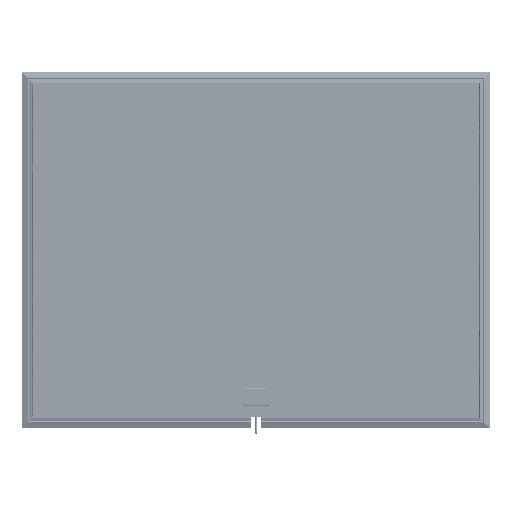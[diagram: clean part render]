
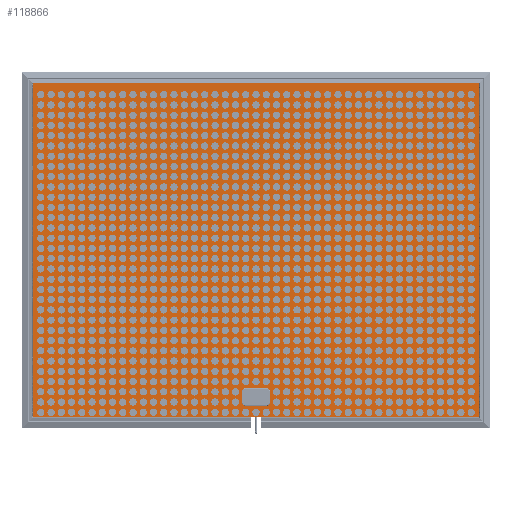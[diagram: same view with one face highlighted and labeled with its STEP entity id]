
A CAD part, front view. The second image highlights one B-rep face of the part: STEP entity #118866.
In plain terms, the highlighted planar face has unit normal (0, -1, 0).
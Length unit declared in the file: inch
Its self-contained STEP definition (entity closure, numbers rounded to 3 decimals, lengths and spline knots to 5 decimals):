
#24 = EDGE_CURVE ( 'NONE', #39960, #236032, #182258, .T. ) ;
#2994 = FACE_OUTER_BOUND ( 'NONE', #140253, .T. ) ;
#5167 = ORIENTED_EDGE ( 'NONE', *, *, #242772, .F. ) ;
#6561 = VECTOR ( 'NONE', #205457, 39.37008 ) ;
#9993 = EDGE_CURVE ( 'NONE', #102878, #222038, #198316, .T. ) ;
#12571 = CARTESIAN_POINT ( 'NONE',  ( 1.10236, -0.47244, -15.23622 ) ) ;
#16403 = ORIENTED_EDGE ( 'NONE', *, *, #170545, .F. ) ;
#16425 = VERTEX_POINT ( 'NONE', #123719 ) ;
#16847 = DIRECTION ( 'NONE',  ( 0., -1., 0. ) ) ;
#18175 = AXIS2_PLACEMENT_3D ( 'NONE', #160904, #39025, #199546 ) ;
#20679 = LINE ( 'NONE', #216018, #245283 ) ;
#20971 = PLANE ( 'NONE',  #18175 ) ;
#27622 = CARTESIAN_POINT ( 'NONE',  ( 0., -0.47244, -16.73228 ) ) ;
#29450 = LINE ( 'NONE', #127001, #6561 ) ;
#32580 = CARTESIAN_POINT ( 'NONE',  ( 1.10236, -0.47244, -16.33858 ) ) ;
#35016 = AXIS2_PLACEMENT_3D ( 'NONE', #12571, #36992, #90856 ) ;
#36679 = VECTOR ( 'NONE', #170014, 39.37008 ) ;
#36992 = DIRECTION ( 'NONE',  ( 0., -1., 0. ) ) ;
#38162 = EDGE_CURVE ( 'NONE', #237964, #102878, #20679, .T. ) ;
#38533 = DIRECTION ( 'NONE',  ( 0., 0., 1. ) ) ;
#39025 = DIRECTION ( 'NONE',  ( 0., 1., 0. ) ) ;
#39960 = VERTEX_POINT ( 'NONE', #128443 ) ;
#40311 = VERTEX_POINT ( 'NONE', #180304 ) ;
#40726 = CARTESIAN_POINT ( 'NONE',  ( 0., -0.47244, -14.84252 ) ) ;
#47256 = LINE ( 'NONE', #65157, #145112 ) ;
#48395 = CARTESIAN_POINT ( 'NONE',  ( -1.10236, -0.47244, -16.73228 ) ) ;
#54442 = LINE ( 'NONE', #132773, #36679 ) ;
#61727 = DIRECTION ( 'NONE',  ( 0., 0., -1. ) ) ;
#62434 = EDGE_CURVE ( 'NONE', #115277, #16425, #116920, .T. ) ;
#63482 = EDGE_CURVE ( 'NONE', #40311, #168466, #29450, .T. ) ;
#64207 = EDGE_LOOP ( 'NONE', ( #171775, #150816, #5167, #206548, #113692, #16403, #202537, #80340 ) ) ;
#65157 = CARTESIAN_POINT ( 'NONE',  ( -23.99606, -0.47244, 17.99213 ) ) ;
#66221 = DIRECTION ( 'NONE',  ( 0., 0., 1. ) ) ;
#67835 = ORIENTED_EDGE ( 'NONE', *, *, #128288, .T. ) ;
#79600 = CARTESIAN_POINT ( 'NONE',  ( 23.99606, -0.47244, 17.99213 ) ) ;
#80340 = ORIENTED_EDGE ( 'NONE', *, *, #176813, .F. ) ;
#88565 = VERTEX_POINT ( 'NONE', #227898 ) ;
#90856 = DIRECTION ( 'NONE',  ( 0., 0., 1. ) ) ;
#93980 = DIRECTION ( 'NONE',  ( 0., 0., 1. ) ) ;
#95105 = VECTOR ( 'NONE', #180672, 39.37008 ) ;
#96125 = DIRECTION ( 'NONE',  ( 0., -1., 0. ) ) ;
#96299 = DIRECTION ( 'NONE',  ( 0., 0., 1. ) ) ;
#102878 = VERTEX_POINT ( 'NONE', #244217 ) ;
#103273 = CARTESIAN_POINT ( 'NONE',  ( -1.49606, -0.47244, -15.23622 ) ) ;
#110760 = DIRECTION ( 'NONE',  ( 0., -1., 0. ) ) ;
#113692 = ORIENTED_EDGE ( 'NONE', *, *, #62434, .F. ) ;
#114213 = EDGE_CURVE ( 'NONE', #236032, #40311, #47256, .T. ) ;
#114376 = CIRCLE ( 'NONE', #245690, 0.3937 ) ;
#115277 = VERTEX_POINT ( 'NONE', #170130 ) ;
#116920 = CIRCLE ( 'NONE', #35016, 0.3937 ) ;
#118866 = ADVANCED_FACE ( 'NONE', ( #2994, #234225 ), #20971, .F. ) ;
#120243 = LINE ( 'NONE', #40726, #95105 ) ;
#123719 = CARTESIAN_POINT ( 'NONE',  ( 1.10236, -0.47244, -14.84252 ) ) ;
#124185 = VECTOR ( 'NONE', #66221, 39.37008 ) ;
#125374 = LINE ( 'NONE', #167718, #124185 ) ;
#125562 = DIRECTION ( 'NONE',  ( 0., 0., -1. ) ) ;
#127001 = CARTESIAN_POINT ( 'NONE',  ( 23.99606, -0.47244, -17.99213 ) ) ;
#128209 = EDGE_CURVE ( 'NONE', #16425, #131373, #120243, .T. ) ;
#128288 = EDGE_CURVE ( 'NONE', #168466, #39960, #125374, .T. ) ;
#128443 = CARTESIAN_POINT ( 'NONE',  ( 23.99606, -0.47244, 17.99213 ) ) ;
#130285 = CARTESIAN_POINT ( 'NONE',  ( -1.10236, -0.47244, -14.84252 ) ) ;
#131373 = VERTEX_POINT ( 'NONE', #130285 ) ;
#132773 = CARTESIAN_POINT ( 'NONE',  ( 1.49606, -0.47244, 0. ) ) ;
#140253 = EDGE_LOOP ( 'NONE', ( #177502, #67835, #235571, #170813 ) ) ;
#145112 = VECTOR ( 'NONE', #125562, 39.37008 ) ;
#145704 = DIRECTION ( 'NONE',  ( 1., 0., 0. ) ) ;
#147008 = LINE ( 'NONE', #27622, #148606 ) ;
#148606 = VECTOR ( 'NONE', #145704, 39.37008 ) ;
#149317 = AXIS2_PLACEMENT_3D ( 'NONE', #32580, #110760, #93980 ) ;
#150816 = ORIENTED_EDGE ( 'NONE', *, *, #38162, .F. ) ;
#157445 = CARTESIAN_POINT ( 'NONE',  ( -23.99606, -0.47244, 17.99213 ) ) ;
#160904 = CARTESIAN_POINT ( 'NONE',  ( 0., -0.47244, 0. ) ) ;
#167718 = CARTESIAN_POINT ( 'NONE',  ( 23.99606, -0.47244, 17.99213 ) ) ;
#168466 = VERTEX_POINT ( 'NONE', #226360 ) ;
#170014 = DIRECTION ( 'NONE',  ( 0., 0., 1. ) ) ;
#170130 = CARTESIAN_POINT ( 'NONE',  ( 1.49606, -0.47244, -15.23622 ) ) ;
#170545 = EDGE_CURVE ( 'NONE', #88565, #115277, #54442, .T. ) ;
#170813 = ORIENTED_EDGE ( 'NONE', *, *, #114213, .T. ) ;
#171775 = ORIENTED_EDGE ( 'NONE', *, *, #9993, .F. ) ;
#172240 = CARTESIAN_POINT ( 'NONE',  ( 1.10236, -0.47244, -16.73228 ) ) ;
#176813 = EDGE_CURVE ( 'NONE', #222038, #232225, #147008, .T. ) ;
#177502 = ORIENTED_EDGE ( 'NONE', *, *, #63482, .T. ) ;
#180304 = CARTESIAN_POINT ( 'NONE',  ( -23.99606, -0.47244, -17.99213 ) ) ;
#180672 = DIRECTION ( 'NONE',  ( -1., 0., 0. ) ) ;
#182258 = LINE ( 'NONE', #79600, #230121 ) ;
#192689 = CARTESIAN_POINT ( 'NONE',  ( -1.10236, -0.47244, -15.23622 ) ) ;
#194707 = EDGE_CURVE ( 'NONE', #232225, #88565, #235517, .T. ) ;
#198316 = CIRCLE ( 'NONE', #222886, 0.3937 ) ;
#199097 = DIRECTION ( 'NONE',  ( -1., 0., 0. ) ) ;
#199546 = DIRECTION ( 'NONE',  ( 0., 0., -1. ) ) ;
#202537 = ORIENTED_EDGE ( 'NONE', *, *, #194707, .F. ) ;
#205457 = DIRECTION ( 'NONE',  ( 1., 0., 0. ) ) ;
#206548 = ORIENTED_EDGE ( 'NONE', *, *, #128209, .F. ) ;
#212178 = CARTESIAN_POINT ( 'NONE',  ( -1.10236, -0.47244, -16.33858 ) ) ;
#216018 = CARTESIAN_POINT ( 'NONE',  ( -1.49606, -0.47244, 0. ) ) ;
#222038 = VERTEX_POINT ( 'NONE', #48395 ) ;
#222886 = AXIS2_PLACEMENT_3D ( 'NONE', #212178, #16847, #96299 ) ;
#226360 = CARTESIAN_POINT ( 'NONE',  ( 23.99606, -0.47244, -17.99213 ) ) ;
#227898 = CARTESIAN_POINT ( 'NONE',  ( 1.49606, -0.47244, -16.33858 ) ) ;
#230121 = VECTOR ( 'NONE', #199097, 39.37008 ) ;
#232225 = VERTEX_POINT ( 'NONE', #172240 ) ;
#234225 = FACE_BOUND ( 'NONE', #64207, .T. ) ;
#235517 = CIRCLE ( 'NONE', #149317, 0.3937 ) ;
#235571 = ORIENTED_EDGE ( 'NONE', *, *, #24, .T. ) ;
#236032 = VERTEX_POINT ( 'NONE', #157445 ) ;
#237964 = VERTEX_POINT ( 'NONE', #103273 ) ;
#242772 = EDGE_CURVE ( 'NONE', #131373, #237964, #114376, .T. ) ;
#244217 = CARTESIAN_POINT ( 'NONE',  ( -1.49606, -0.47244, -16.33858 ) ) ;
#245283 = VECTOR ( 'NONE', #61727, 39.37008 ) ;
#245690 = AXIS2_PLACEMENT_3D ( 'NONE', #192689, #96125, #38533 ) ;
